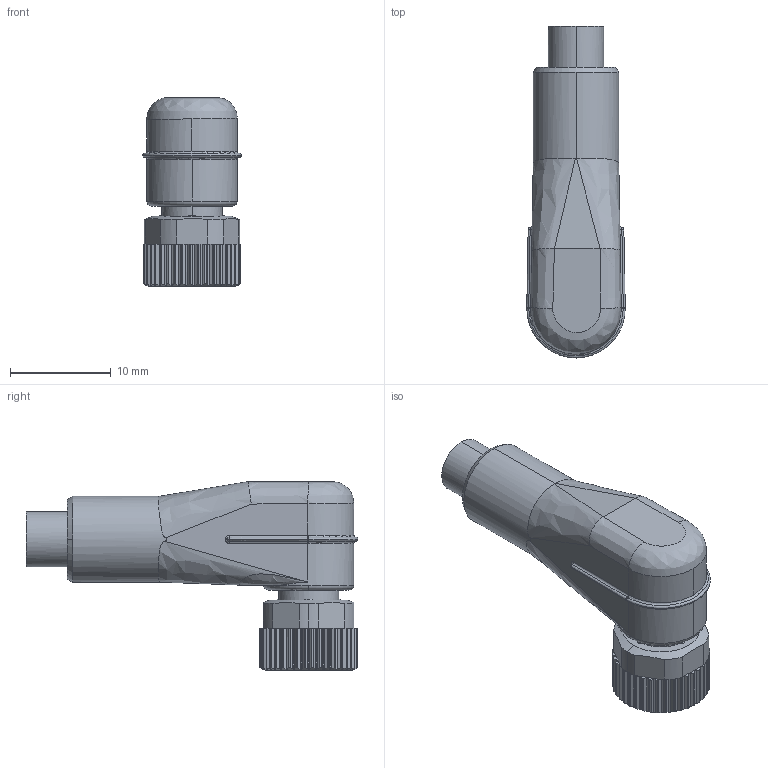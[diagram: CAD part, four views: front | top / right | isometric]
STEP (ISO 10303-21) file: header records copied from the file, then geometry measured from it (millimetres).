
FILE_DESCRIPTION(('CATIA V5 STEP Exchange','CAx-IF Rec.Pracs.--- Model Styling and Organization---1.4--- 2014-01-23'),'2;1');
FILE_NAME ('259922-2_0_1555380300_1555380300.stp','2023-08-16T07:26:36+00:00',('none'),('Weidmueller'),'CATIA Version 5-6 Release 2016 SP3 HF44','CATIA V5 STEP AP214','none');
FILE_SCHEMA(('AUTOMOTIVE_DESIGN { 1 0 10303 214 1 1 1 1 }'));
Length unit declared in the file: millimetre
Products named in the file (1): 1555380300
Bounding box: 9.8 x 33.02 x 18.8 mm (x, y, z)
Volume: 2552.7 mm3; surface area: 1704.1 mm2
Topology: 2 solids, 4 shells, 428 faces, 1159 edges, 753 vertices
Faces by surface type: cylinder 180, plane 177, cone 30, torus 22, bspline 19
Entity records: 15145 total; most frequent: CARTESIAN_POINT 4991, ORIENTED_EDGE 2306, DIRECTION 1621, EDGE_CURVE 1153, VERTEX_POINT 753, AXIS2_PLACEMENT_3D 726, VECTOR 492, LINE 492
